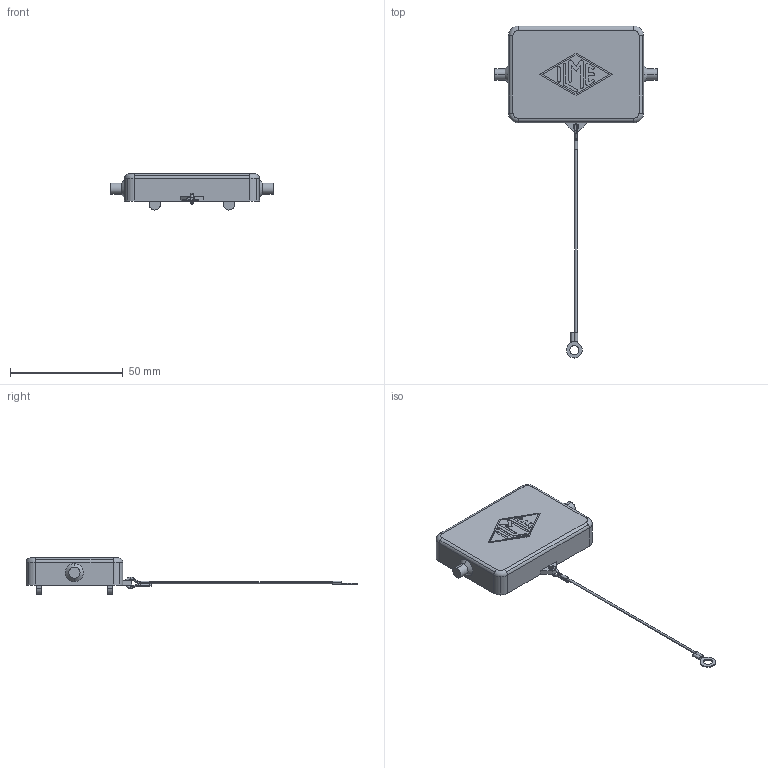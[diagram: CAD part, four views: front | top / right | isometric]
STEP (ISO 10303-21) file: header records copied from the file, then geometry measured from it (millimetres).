
FILE_DESCRIPTION((''),'2;1');
FILE_NAME('CHCS 06 L.stp','2006-12-13T10:51:04',('gembarski'),(''),'Autodesk Inventor 7','Autodesk Inventor 7','');
FILE_SCHEMA(('AUTOMOTIVE_DESIGN { 1 0 10303 214 1 1 1 1 }'));
Length unit declared in the file: millimetre
Products named in the file (1): CHCS 06 L
Bounding box: 72 x 147.49 x 16 mm (x, y, z)
Volume: 16050.6 mm3; surface area: 9962.7 mm2
Topology: 2 solids, 2 shells, 176 faces, 457 edges, 296 vertices
Faces by surface type: plane 80, cylinder 75, torus 14, bspline 5, cone 2
Entity records: 5479 total; most frequent: CARTESIAN_POINT 995, DIRECTION 985, ORIENTED_EDGE 906, EDGE_CURVE 453, AXIS2_PLACEMENT_3D 360, VERTEX_POINT 294, VECTOR 265, LINE 265
